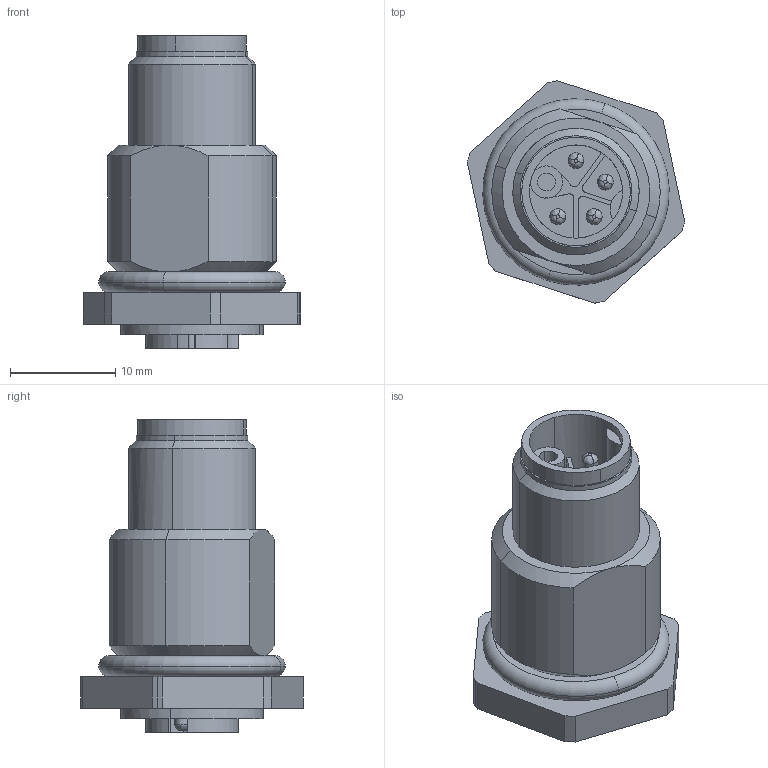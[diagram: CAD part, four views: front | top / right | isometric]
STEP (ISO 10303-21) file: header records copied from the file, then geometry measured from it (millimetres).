
FILE_DESCRIPTION(('CATIA V5 STEP Exchange','CAx-IF Rec.Pracs.--- Model Styling and Organization---1.4--- 2014-01-23'),'2;1');
FILE_NAME ('1372434-2_0', '2023-02-02T08:38:05+00:00', ('none'), ('Weidmueller'), 'CATIA Version 5-6 Release 2016 SP3 HF44', 'CATIA V5 STEP AP214', 'none');
FILE_SCHEMA(('AUTOMOTIVE_DESIGN { 1 0 10303 214 1 1 1 1 }'));
Length unit declared in the file: millimetre
Products named in the file (1): 2830790000
Bounding box: 20.63 x 21.11 x 29.7 mm (x, y, z)
Volume: 4099.4 mm3; surface area: 5291.5 mm2
Topology: 7 solids, 7 shells, 176 faces, 423 edges, 272 vertices
Faces by surface type: cylinder 75, plane 61, bspline 20, cone 12, torus 8
Entity records: 5666 total; most frequent: CARTESIAN_POINT 1932, ORIENTED_EDGE 846, DIRECTION 592, EDGE_CURVE 423, AXIS2_PLACEMENT_3D 284, VERTEX_POINT 272, EDGE_LOOP 199, ADVANCED_FACE 176
